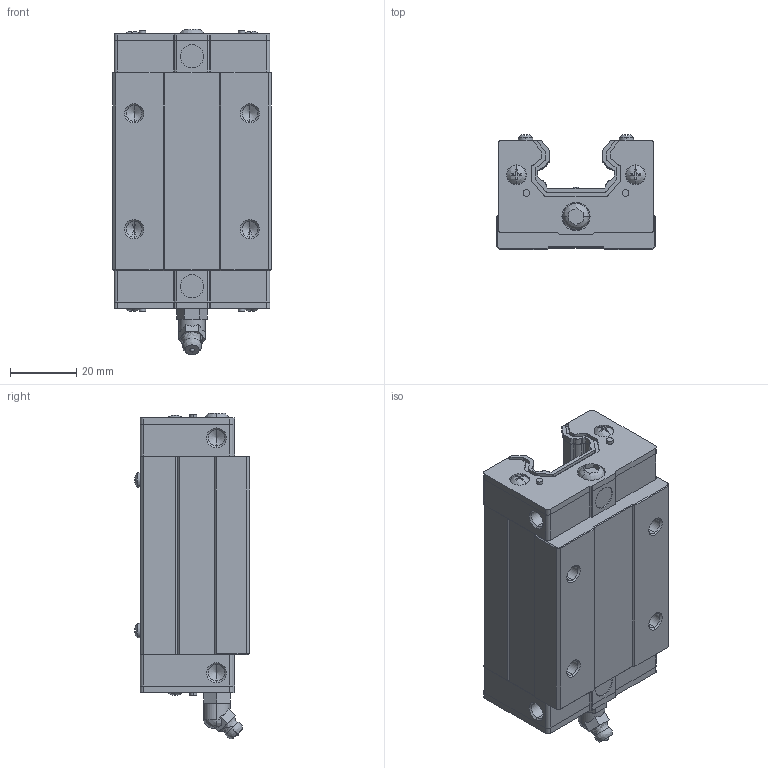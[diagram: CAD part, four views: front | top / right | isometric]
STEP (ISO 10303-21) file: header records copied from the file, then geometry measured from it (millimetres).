
FILE_DESCRIPTION (( 'STEP AP203' ), '1' );
FILE_NAME ('AL-HGH25CA.STEP', '2024-11-26T11:12:39', ( '' ), ( '' ), 'SwSTEP 2.0', 'SolidWorks 2021', '' );
FILE_SCHEMA (( 'CONFIG_CONTROL_DESIGN' ));
Length unit declared in the file: millimetre
Products named in the file (1): AL-HGH25CA
Bounding box: 48 x 34.78 x 98.42 mm (x, y, z)
Volume: 95654.5 mm3; surface area: 34407.7 mm2
Topology: 18 solids, 18 shells, 856 faces, 2239 edges, 1438 vertices
Faces by surface type: plane 467, cylinder 256, bspline 67, cone 66
Entity records: 27650 total; most frequent: CARTESIAN_POINT 6803, ORIENTED_EDGE 4414, DIRECTION 4212, EDGE_CURVE 2207, VERTEX_POINT 1438, AXIS2_PLACEMENT_3D 1421, LINE 1370, VECTOR 1370
